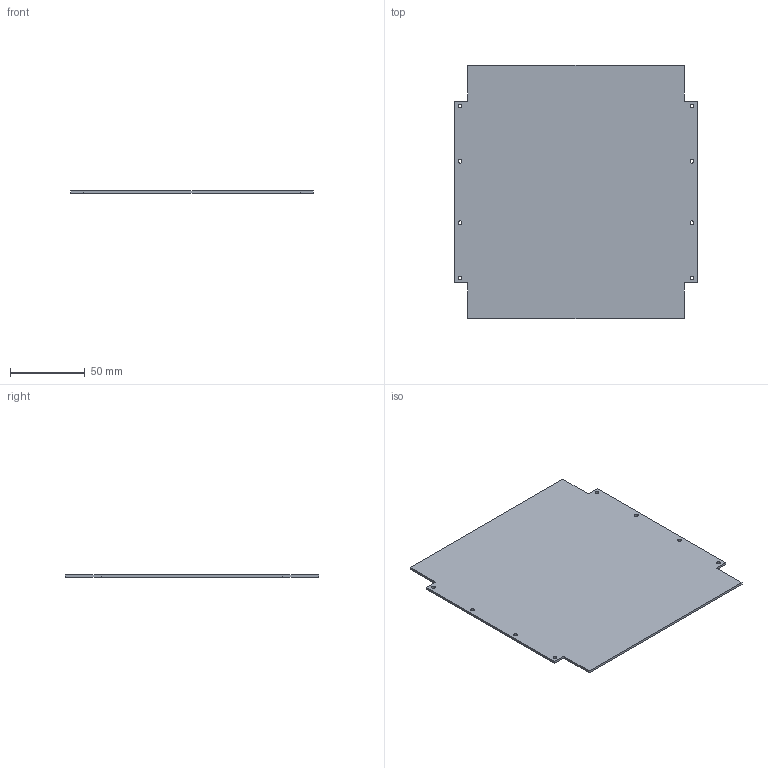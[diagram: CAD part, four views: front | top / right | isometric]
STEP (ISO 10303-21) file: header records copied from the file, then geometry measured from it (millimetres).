
FILE_DESCRIPTION (( 'STEP AP214' ), '1' );
FILE_NAME ('FPA175180.STEP', '2025-10-09T16:46:25', ( '' ), ( '' ), 'SwSTEP 2.0', 'SolidWorks 2024', '' );
FILE_SCHEMA (( 'AUTOMOTIVE_DESIGN' ));
Length unit declared in the file: millimetre
Products named in the file (1): FPA175180
Bounding box: 162 x 169.5 x 1.53 mm (x, y, z)
Volume: 40676.7 mm3; surface area: 54280.8 mm2
Topology: 1 solids, 1 shells, 22 faces, 60 edges, 40 vertices
Faces by surface type: plane 14, cylinder 8
Full cylindrical faces by diameter (mm): 2.45 x8
Entity records: 715 total; most frequent: CARTESIAN_POINT 115, DIRECTION 114, ORIENTED_EDGE 104, EDGE_CURVE 52, EDGE_LOOP 46, VERTEX_POINT 40, AXIS2_PLACEMENT_3D 39, LINE 36
